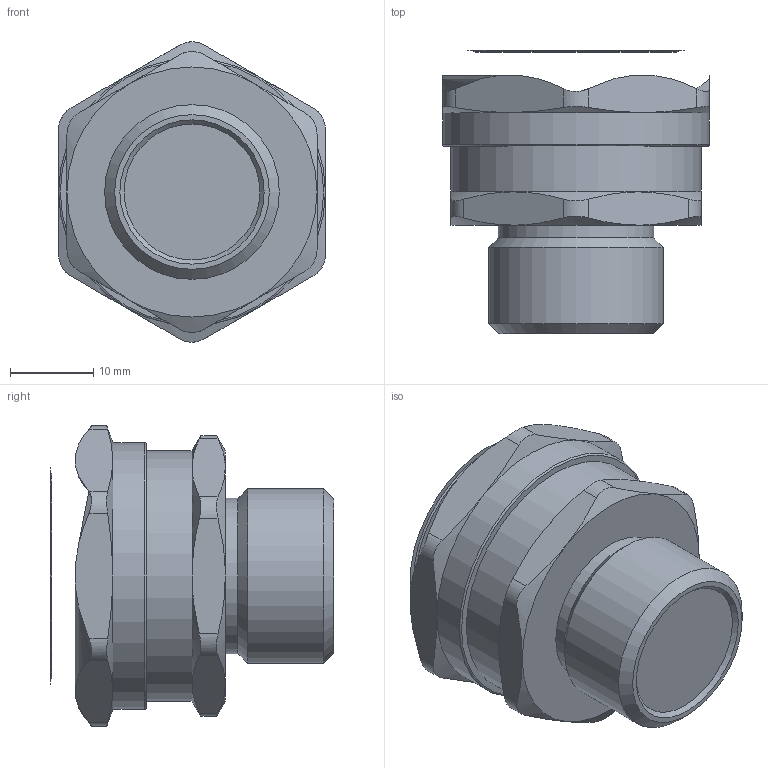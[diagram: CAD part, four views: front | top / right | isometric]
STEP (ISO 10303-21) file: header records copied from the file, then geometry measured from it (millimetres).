
FILE_DESCRIPTION(/* description */ (''),/* implementation_level */ '2;1');
FILE_NAME(/* name */ '',/* time_stamp */ '2024-07-26T11:56:16+07:00',/* author */ ('zeta-44'),/* organization */ (''),/* preprocessor_version */ 'ST-DEVELOPER v19.2',/* originating_system */ 'Autodesk Inventor 2024',/* authorisation */ '');
FILE_SCHEMA (('AUTOMOTIVE_DESIGN { 1 0 10303 214 3 1 1 }'));
Length unit declared in the file: millimetre
Products named in the file (1): Деталь31
Bounding box: 32 x 34 x 36.02 mm (x, y, z)
Volume: 20147.1 mm3; surface area: 4601.6 mm2
Topology: 1 solids, 1 shells, 58 faces, 137 edges, 85 vertices
Faces by surface type: cone 22, plane 18, cylinder 16, torus 2
Full cylindrical faces by diameter (mm): 18.635 x1, 20.955 x1, 30 x1, 32 x1
Entity records: 1904 total; most frequent: CARTESIAN_POINT 606, ORIENTED_EDGE 274, DIRECTION 226, EDGE_CURVE 137, AXIS2_PLACEMENT_3D 97, VERTEX_POINT 85, EDGE_LOOP 62, FACE_OUTER_BOUND 58
